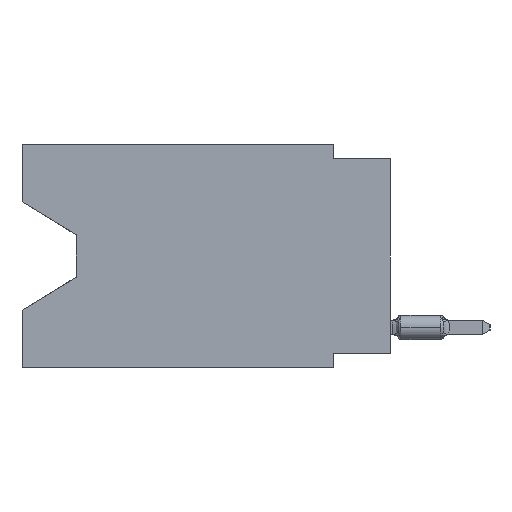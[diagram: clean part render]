
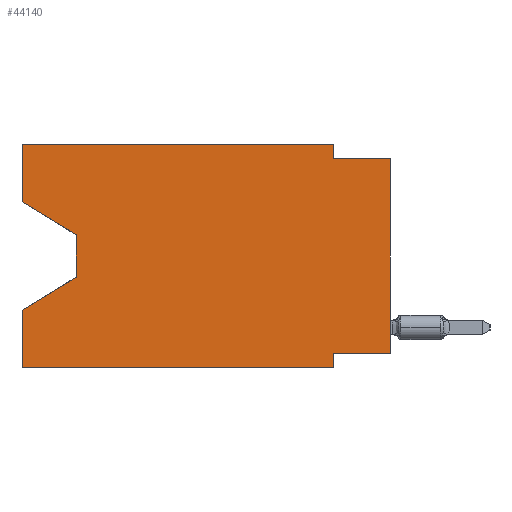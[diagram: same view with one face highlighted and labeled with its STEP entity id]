
A CAD part, left-side view. The second image highlights one B-rep face of the part: STEP entity #44140.
In plain terms, the highlighted planar face has unit normal (-1, 0, 0).
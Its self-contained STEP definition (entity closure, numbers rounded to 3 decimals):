
#215 = ORIENTED_EDGE ( 'NONE', *, *, #34742, .F. ) ;
#1059 = DIRECTION ( 'NONE',  ( 0., 0., 1. ) ) ;
#2327 = CARTESIAN_POINT ( 'NONE',  ( 0., 2.54, -0.635 ) ) ;
#2691 = DIRECTION ( 'NONE',  ( 0., -0.855, -0.519 ) ) ;
#2704 = EDGE_LOOP ( 'NONE', ( #64380, #22783, #32366, #51089, #19694, #2882, #19334, #30247, #24666, #8270, #215, #65011 ) ) ;
#2882 = ORIENTED_EDGE ( 'NONE', *, *, #65649, .F. ) ;
#3063 = EDGE_CURVE ( 'NONE', #22911, #35304, #45695, .T. ) ;
#3548 = CARTESIAN_POINT ( 'NONE',  ( 0., 2.54, 0. ) ) ;
#5203 = LINE ( 'NONE', #48597, #47534 ) ;
#7419 = DIRECTION ( 'NONE',  ( 0., -1., 0. ) ) ;
#8270 = ORIENTED_EDGE ( 'NONE', *, *, #64723, .F. ) ;
#9276 = CARTESIAN_POINT ( 'NONE',  ( 0., 16.383, 0. ) ) ;
#9600 = LINE ( 'NONE', #30923, #18353 ) ;
#12654 = LINE ( 'NONE', #17966, #67742 ) ;
#13404 = VERTEX_POINT ( 'NONE', #46775 ) ;
#14482 = EDGE_CURVE ( 'NONE', #33165, #62557, #23075, .T. ) ;
#15926 = DIRECTION ( 'NONE',  ( 0., -1., 0. ) ) ;
#17636 = AXIS2_PLACEMENT_3D ( 'NONE', #22549, #27553, #66330 ) ;
#17966 = CARTESIAN_POINT ( 'NONE',  ( 0., 16.383, -2.546 ) ) ;
#18353 = VECTOR ( 'NONE', #52981, 1000. ) ;
#18634 = DIRECTION ( 'NONE',  ( 0., 0., 1. ) ) ;
#18980 = CARTESIAN_POINT ( 'NONE',  ( 0., 16.383, 0. ) ) ;
#19018 = EDGE_CURVE ( 'NONE', #13404, #29301, #12654, .T. ) ;
#19334 = ORIENTED_EDGE ( 'NONE', *, *, #53266, .F. ) ;
#19694 = ORIENTED_EDGE ( 'NONE', *, *, #28206, .T. ) ;
#19847 = CARTESIAN_POINT ( 'NONE',  ( 0., 0., -0.635 ) ) ;
#20310 = CARTESIAN_POINT ( 'NONE',  ( 0., 2.54, 0. ) ) ;
#21857 = VECTOR ( 'NONE', #58032, 1000. ) ;
#22549 = CARTESIAN_POINT ( 'NONE',  ( 0., 16.383, 0. ) ) ;
#22783 = ORIENTED_EDGE ( 'NONE', *, *, #68063, .T. ) ;
#22911 = VERTEX_POINT ( 'NONE', #39051 ) ;
#23075 = LINE ( 'NONE', #44085, #52642 ) ;
#24460 = DIRECTION ( 'NONE',  ( 0., 0., -1. ) ) ;
#24546 = VERTEX_POINT ( 'NONE', #2327 ) ;
#24666 = ORIENTED_EDGE ( 'NONE', *, *, #67497, .F. ) ;
#25309 = LINE ( 'NONE', #20310, #21857 ) ;
#26367 = CARTESIAN_POINT ( 'NONE',  ( 0., 16.383, 0. ) ) ;
#27553 = DIRECTION ( 'NONE',  ( 1., 0., 0. ) ) ;
#27897 = FACE_OUTER_BOUND ( 'NONE', #2704, .T. ) ;
#28206 = EDGE_CURVE ( 'NONE', #22911, #48729, #67038, .T. ) ;
#28245 = VECTOR ( 'NONE', #50683, 1000. ) ;
#29301 = VERTEX_POINT ( 'NONE', #59313 ) ;
#29700 = LINE ( 'NONE', #46428, #45375 ) ;
#29768 = VERTEX_POINT ( 'NONE', #44299 ) ;
#30247 = ORIENTED_EDGE ( 'NONE', *, *, #14482, .T. ) ;
#30476 = CARTESIAN_POINT ( 'NONE',  ( 0., 2.54, -9.906 ) ) ;
#30923 = CARTESIAN_POINT ( 'NONE',  ( 0., 13.97, -5.893 ) ) ;
#32192 = VECTOR ( 'NONE', #7419, 1000. ) ;
#32366 = ORIENTED_EDGE ( 'NONE', *, *, #55403, .T. ) ;
#33165 = VERTEX_POINT ( 'NONE', #48017 ) ;
#34742 = EDGE_CURVE ( 'NONE', #44219, #70233, #61124, .T. ) ;
#35304 = VERTEX_POINT ( 'NONE', #62440 ) ;
#35771 = VECTOR ( 'NONE', #24460, 1000. ) ;
#39051 = CARTESIAN_POINT ( 'NONE',  ( 0., 16.383, -9.906 ) ) ;
#39280 = PLANE ( 'NONE',  #17636 ) ;
#44085 = CARTESIAN_POINT ( 'NONE',  ( 0., 0., 0. ) ) ;
#44140 = ADVANCED_FACE ( 'NONE', ( #27897 ), #39280, .F. ) ;
#44219 = VERTEX_POINT ( 'NONE', #26367 ) ;
#44299 = CARTESIAN_POINT ( 'NONE',  ( 0., 13.97, -5.893 ) ) ;
#45132 = CARTESIAN_POINT ( 'NONE',  ( 0., 16.383, 0. ) ) ;
#45375 = VECTOR ( 'NONE', #67789, 1000. ) ;
#45683 = EDGE_CURVE ( 'NONE', #13404, #44219, #69040, .T. ) ;
#45695 = LINE ( 'NONE', #18980, #62907 ) ;
#46038 = CARTESIAN_POINT ( 'NONE',  ( 0., 2.54, -9.906 ) ) ;
#46428 = CARTESIAN_POINT ( 'NONE',  ( 0., 0., -9.271 ) ) ;
#46523 = LINE ( 'NONE', #30476, #35771 ) ;
#46775 = CARTESIAN_POINT ( 'NONE',  ( 0., 16.383, -2.546 ) ) ;
#47534 = VECTOR ( 'NONE', #70285, 1000. ) ;
#48017 = CARTESIAN_POINT ( 'NONE',  ( 0., 0., -9.271 ) ) ;
#48597 = CARTESIAN_POINT ( 'NONE',  ( 0., 13.97, -4.013 ) ) ;
#48729 = VERTEX_POINT ( 'NONE', #46038 ) ;
#50683 = DIRECTION ( 'NONE',  ( 0., -1., 0. ) ) ;
#50883 = VECTOR ( 'NONE', #64071, 1000. ) ;
#51089 = ORIENTED_EDGE ( 'NONE', *, *, #3063, .F. ) ;
#52523 = CARTESIAN_POINT ( 'NONE',  ( 0., 0., -0.635 ) ) ;
#52642 = VECTOR ( 'NONE', #1059, 1000. ) ;
#52981 = DIRECTION ( 'NONE',  ( 0., 0.855, -0.519 ) ) ;
#53266 = EDGE_CURVE ( 'NONE', #33165, #57103, #29700, .T. ) ;
#55403 = EDGE_CURVE ( 'NONE', #29768, #35304, #9600, .T. ) ;
#57103 = VERTEX_POINT ( 'NONE', #63755 ) ;
#58032 = DIRECTION ( 'NONE',  ( 0., 0., -1. ) ) ;
#59313 = CARTESIAN_POINT ( 'NONE',  ( 0., 13.97, -4.013 ) ) ;
#61124 = LINE ( 'NONE', #45132, #32192 ) ;
#62440 = CARTESIAN_POINT ( 'NONE',  ( 0., 16.383, -7.36 ) ) ;
#62557 = VERTEX_POINT ( 'NONE', #52523 ) ;
#62907 = VECTOR ( 'NONE', #18634, 1000. ) ;
#63413 = VECTOR ( 'NONE', #15926, 1000. ) ;
#63614 = LINE ( 'NONE', #19847, #63413 ) ;
#63755 = CARTESIAN_POINT ( 'NONE',  ( 0., 2.54, -9.271 ) ) ;
#64071 = DIRECTION ( 'NONE',  ( 0., 0., 1. ) ) ;
#64380 = ORIENTED_EDGE ( 'NONE', *, *, #19018, .T. ) ;
#64723 = EDGE_CURVE ( 'NONE', #70233, #24546, #25309, .T. ) ;
#65011 = ORIENTED_EDGE ( 'NONE', *, *, #45683, .F. ) ;
#65649 = EDGE_CURVE ( 'NONE', #57103, #48729, #46523, .T. ) ;
#66330 = DIRECTION ( 'NONE',  ( 0., 0., -1. ) ) ;
#67038 = LINE ( 'NONE', #67393, #28245 ) ;
#67393 = CARTESIAN_POINT ( 'NONE',  ( 0., 16.383, -9.906 ) ) ;
#67497 = EDGE_CURVE ( 'NONE', #24546, #62557, #63614, .T. ) ;
#67742 = VECTOR ( 'NONE', #2691, 1000. ) ;
#67789 = DIRECTION ( 'NONE',  ( 0., 1., 0. ) ) ;
#68063 = EDGE_CURVE ( 'NONE', #29301, #29768, #5203, .T. ) ;
#69040 = LINE ( 'NONE', #9276, #50883 ) ;
#70233 = VERTEX_POINT ( 'NONE', #3548 ) ;
#70285 = DIRECTION ( 'NONE',  ( 0., 0., -1. ) ) ;
